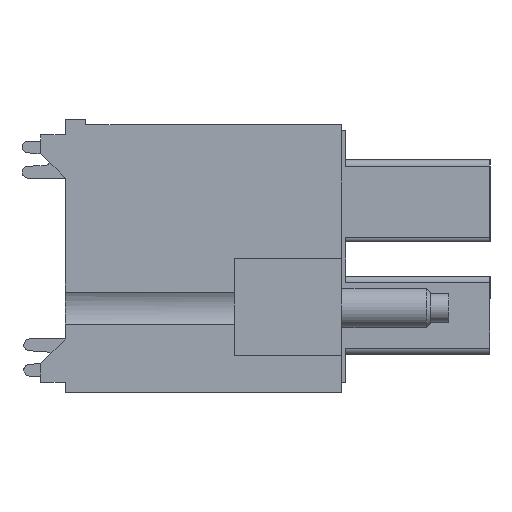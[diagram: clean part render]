
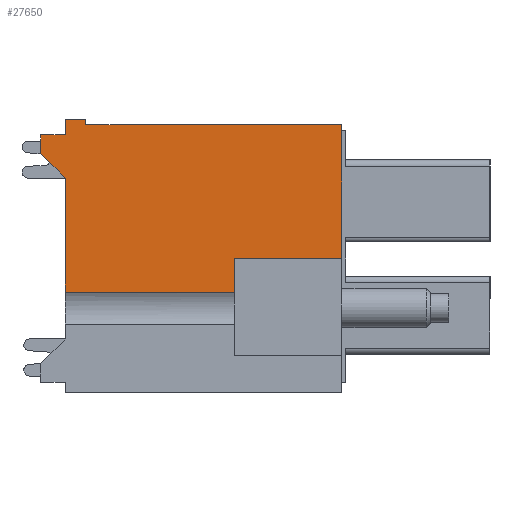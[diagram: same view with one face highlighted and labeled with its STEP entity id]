
A CAD part, left-side view. The second image highlights one B-rep face of the part: STEP entity #27650.
In plain terms, the highlighted planar face has unit normal (-1, 0, 0).
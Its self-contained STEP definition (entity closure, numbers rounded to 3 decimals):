
#1044=LINE('',#40943,#4515);
#1046=LINE('',#40947,#4517);
#1052=LINE('',#40962,#4523);
#1253=LINE('',#41360,#4724);
#1482=LINE('',#41771,#4953);
#1620=LINE('',#42093,#5091);
#1622=LINE('',#42097,#5093);
#1623=LINE('',#42099,#5094);
#1624=LINE('',#42100,#5095);
#1625=LINE('',#42102,#5096);
#1626=LINE('',#42104,#5097);
#1627=LINE('',#42106,#5098);
#4515=VECTOR('',#32128,1000.);
#4517=VECTOR('',#32132,1000.);
#4523=VECTOR('',#32146,1000.);
#4724=VECTOR('',#32509,1000.);
#4953=VECTOR('',#32878,1000.);
#5091=VECTOR('',#33232,1000.);
#5093=VECTOR('',#33236,1000.);
#5094=VECTOR('',#33237,1000.);
#5095=VECTOR('',#33238,1000.);
#5096=VECTOR('',#33239,1000.);
#5097=VECTOR('',#33240,1000.);
#5098=VECTOR('',#33241,1000.);
#10184=ORIENTED_EDGE('',*,*,#17031,.F.);
#10185=ORIENTED_EDGE('',*,*,#17032,.T.);
#10186=ORIENTED_EDGE('',*,*,#16444,.F.);
#10187=ORIENTED_EDGE('',*,*,#16437,.F.);
#10188=ORIENTED_EDGE('',*,*,#16875,.T.);
#10189=ORIENTED_EDGE('',*,*,#17033,.F.);
#10190=ORIENTED_EDGE('',*,*,#17034,.F.);
#10191=ORIENTED_EDGE('',*,*,#17035,.F.);
#10192=ORIENTED_EDGE('',*,*,#17036,.F.);
#10193=ORIENTED_EDGE('',*,*,#16646,.F.);
#10194=ORIENTED_EDGE('',*,*,#16435,.T.);
#10195=ORIENTED_EDGE('',*,*,#17029,.T.);
#16435=EDGE_CURVE('',#20234,#20233,#1044,.T.);
#16437=EDGE_CURVE('',#20235,#20236,#1046,.T.);
#16444=EDGE_CURVE('',#20236,#20240,#1052,.T.);
#16646=EDGE_CURVE('',#20234,#20355,#1253,.T.);
#16875=EDGE_CURVE('',#20235,#20467,#1482,.T.);
#17029=EDGE_CURVE('',#20233,#20544,#1620,.T.);
#17031=EDGE_CURVE('',#20545,#20544,#1622,.T.);
#17032=EDGE_CURVE('',#20545,#20240,#1623,.T.);
#17033=EDGE_CURVE('',#20546,#20467,#1624,.T.);
#17034=EDGE_CURVE('',#20547,#20546,#1625,.T.);
#17035=EDGE_CURVE('',#20548,#20547,#1626,.T.);
#17036=EDGE_CURVE('',#20355,#20548,#1627,.T.);
#20233=VERTEX_POINT('',#40942);
#20234=VERTEX_POINT('',#40944);
#20235=VERTEX_POINT('',#40948);
#20236=VERTEX_POINT('',#40949);
#20240=VERTEX_POINT('',#40963);
#20355=VERTEX_POINT('',#41358);
#20467=VERTEX_POINT('',#41770);
#20544=VERTEX_POINT('',#42094);
#20545=VERTEX_POINT('',#42098);
#20546=VERTEX_POINT('',#42101);
#20547=VERTEX_POINT('',#42103);
#20548=VERTEX_POINT('',#42105);
#23315=EDGE_LOOP('',(#10184,#10185,#10186,#10187,#10188,#10189,#10190,#10191,
#10192,#10193,#10194,#10195));
#24946=FACE_BOUND('',#23315,.T.);
#26408=PLANE('',#29347);
#27650=ADVANCED_FACE('',(#24946),#26408,.F.);
#29347=AXIS2_PLACEMENT_3D('',#42096,#33234,#33235);
#32128=DIRECTION('',(0.,0.,-1.));
#32132=DIRECTION('',(0.,1.,0.));
#32146=DIRECTION('',(0.,0.,-1.));
#32509=DIRECTION('',(0.,-1.,0.));
#32878=DIRECTION('',(0.,0.,1.));
#33232=DIRECTION('',(0.,-0.707,-0.707));
#33234=DIRECTION('',(1.,0.,0.));
#33235=DIRECTION('',(0.,0.,-1.));
#33236=DIRECTION('',(0.,0.,1.));
#33237=DIRECTION('',(0.,-1.,0.));
#33238=DIRECTION('',(0.,-1.,0.));
#33239=DIRECTION('',(0.,0.,-1.));
#33240=DIRECTION('',(0.,-1.,0.));
#33241=DIRECTION('',(0.,0.,1.));
#40942=CARTESIAN_POINT('',(-14.4,14.6,5.1));
#40943=CARTESIAN_POINT('',(-14.4,14.6,6.));
#40944=CARTESIAN_POINT('',(-14.4,14.6,6.));
#40947=CARTESIAN_POINT('',(-14.4,0.,0.));
#40948=CARTESIAN_POINT('',(-14.4,0.,0.));
#40949=CARTESIAN_POINT('',(-14.4,5.2,0.));
#40962=CARTESIAN_POINT('',(-14.4,5.2,0.));
#40963=CARTESIAN_POINT('',(-14.4,5.2,-1.624));
#41358=CARTESIAN_POINT('',(-14.4,13.4,6.));
#41360=CARTESIAN_POINT('',(-14.4,14.6,6.));
#41770=CARTESIAN_POINT('',(-14.4,0.,6.5));
#41771=CARTESIAN_POINT('',(-14.4,0.,-6.5));
#42093=CARTESIAN_POINT('',(-14.4,13.4,3.9));
#42094=CARTESIAN_POINT('',(-14.4,13.4,3.9));
#42096=CARTESIAN_POINT('',(-14.4,13.4,-6.5));
#42097=CARTESIAN_POINT('',(-14.4,13.4,-6.5));
#42098=CARTESIAN_POINT('',(-14.4,13.4,-1.624));
#42099=CARTESIAN_POINT('',(-14.4,17.712,-1.624));
#42100=CARTESIAN_POINT('',(-14.4,13.4,6.5));
#42101=CARTESIAN_POINT('',(-14.4,12.4,6.5));
#42102=CARTESIAN_POINT('',(-14.4,12.4,6.5));
#42103=CARTESIAN_POINT('',(-14.4,12.4,6.75));
#42104=CARTESIAN_POINT('',(-14.4,12.4,6.75));
#42105=CARTESIAN_POINT('',(-14.4,13.4,6.75));
#42106=CARTESIAN_POINT('',(-14.4,13.4,-6.5));
